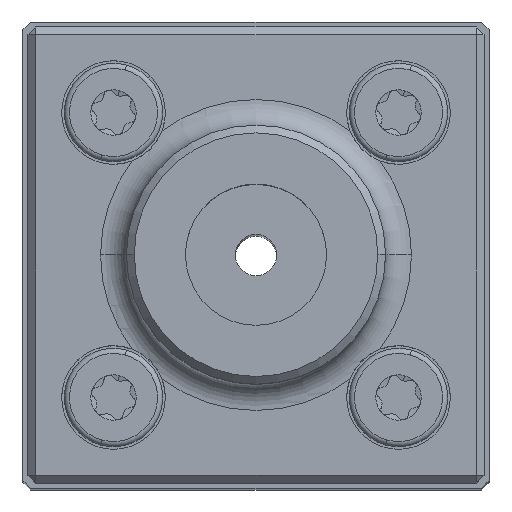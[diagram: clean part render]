
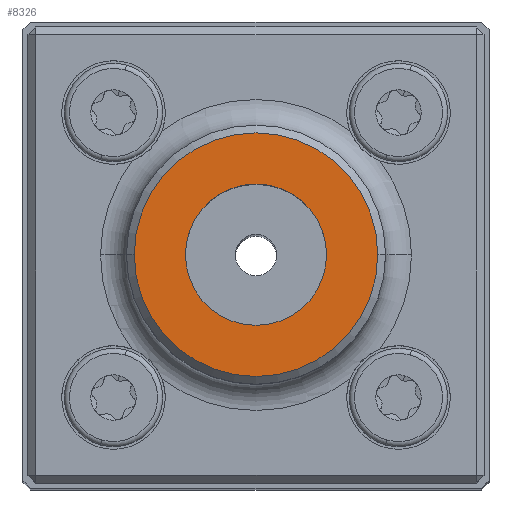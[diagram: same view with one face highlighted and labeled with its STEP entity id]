
A CAD part, top view. The second image highlights one B-rep face of the part: STEP entity #8326.
In plain terms, the highlighted planar face has unit normal (0, 0, 1).
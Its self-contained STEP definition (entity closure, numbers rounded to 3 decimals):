
#68 = CARTESIAN_POINT ( 'NONE',  ( -2.725, -9., 29.5 ) ) ;
#397 = VERTEX_POINT ( 'NONE', #3037 ) ;
#977 = FACE_OUTER_BOUND ( 'NONE', #20775, .T. ) ;
#990 = EDGE_LOOP ( 'NONE', ( #5152, #2675 ) ) ;
#1164 = DIRECTION ( 'NONE',  ( 0., 0., -1. ) ) ;
#1801 = EDGE_CURVE ( 'NONE', #397, #13128, #25833, .T. ) ;
#2675 = ORIENTED_EDGE ( 'NONE', *, *, #10391, .T. ) ;
#2699 = CARTESIAN_POINT ( 'NONE',  ( 0., -9., 29.5 ) ) ;
#3014 = DIRECTION ( 'NONE',  ( 0., 0., -1. ) ) ;
#3037 = CARTESIAN_POINT ( 'NONE',  ( -4.7, -9., 29.5 ) ) ;
#4759 = DIRECTION ( 'NONE',  ( -1., 0., 0. ) ) ;
#4958 = VERTEX_POINT ( 'NONE', #11795 ) ;
#5152 = ORIENTED_EDGE ( 'NONE', *, *, #5330, .T. ) ;
#5330 = EDGE_CURVE ( 'NONE', #6736, #4958, #25438, .T. ) ;
#6736 = VERTEX_POINT ( 'NONE', #68 ) ;
#7293 = ORIENTED_EDGE ( 'NONE', *, *, #1801, .T. ) ;
#7874 = CIRCLE ( 'NONE', #12192, 2.725 ) ;
#8326 = ADVANCED_FACE ( 'NONE', ( #977, #22748 ), #11371, .F. ) ;
#8485 = CARTESIAN_POINT ( 'NONE',  ( 0., -9., 29.5 ) ) ;
#8996 = ORIENTED_EDGE ( 'NONE', *, *, #23672, .T. ) ;
#10391 = EDGE_CURVE ( 'NONE', #4958, #6736, #7874, .T. ) ;
#10516 = DIRECTION ( 'NONE',  ( -1., 0., 0. ) ) ;
#10958 = CIRCLE ( 'NONE', #16544, 4.7 ) ;
#11371 = PLANE ( 'NONE',  #14509 ) ;
#11795 = CARTESIAN_POINT ( 'NONE',  ( 2.725, -9., 29.5 ) ) ;
#12095 = CARTESIAN_POINT ( 'NONE',  ( 0., -9., 29.5 ) ) ;
#12192 = AXIS2_PLACEMENT_3D ( 'NONE', #2699, #16995, #4759 ) ;
#13128 = VERTEX_POINT ( 'NONE', #19402 ) ;
#14126 = DIRECTION ( 'NONE',  ( -1., 0., 0. ) ) ;
#14509 = AXIS2_PLACEMENT_3D ( 'NONE', #25659, #1164, #15462 ) ;
#15230 = CARTESIAN_POINT ( 'NONE',  ( 0., -9., 29.5 ) ) ;
#15462 = DIRECTION ( 'NONE',  ( -1., 0., 0. ) ) ;
#16544 = AXIS2_PLACEMENT_3D ( 'NONE', #12095, #26389, #14126 ) ;
#16995 = DIRECTION ( 'NONE',  ( 0., 0., -1. ) ) ;
#17307 = DIRECTION ( 'NONE',  ( -1., 0., 0. ) ) ;
#19402 = CARTESIAN_POINT ( 'NONE',  ( 4.7, -9., 29.5 ) ) ;
#20775 = EDGE_LOOP ( 'NONE', ( #7293, #8996 ) ) ;
#21989 = AXIS2_PLACEMENT_3D ( 'NONE', #15230, #3014, #17307 ) ;
#22748 = FACE_BOUND ( 'NONE', #990, .T. ) ;
#22774 = DIRECTION ( 'NONE',  ( 0., 0., 1. ) ) ;
#23672 = EDGE_CURVE ( 'NONE', #13128, #397, #10958, .T. ) ;
#25180 = AXIS2_PLACEMENT_3D ( 'NONE', #8485, #22774, #10516 ) ;
#25438 = CIRCLE ( 'NONE', #21989, 2.725 ) ;
#25659 = CARTESIAN_POINT ( 'NONE',  ( 0., -4., 29.5 ) ) ;
#25833 = CIRCLE ( 'NONE', #25180, 4.7 ) ;
#26389 = DIRECTION ( 'NONE',  ( 0., 0., 1. ) ) ;
